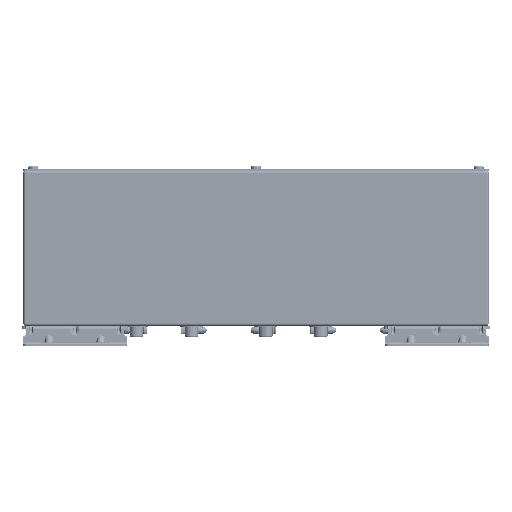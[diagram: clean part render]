
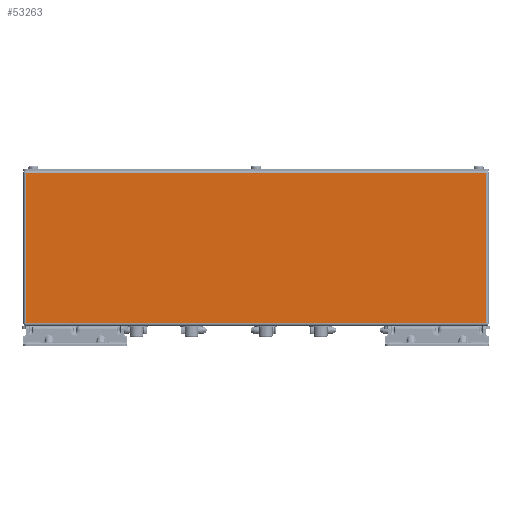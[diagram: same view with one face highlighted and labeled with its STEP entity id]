
A CAD part, left-side view. The second image highlights one B-rep face of the part: STEP entity #53263.
In plain terms, the highlighted planar face has unit normal (-1, 0, 0).
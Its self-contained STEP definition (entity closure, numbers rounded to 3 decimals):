
#4838=LINE('',#74708,#8930);
#4839=LINE('',#74710,#8931);
#4840=LINE('',#74712,#8932);
#4841=LINE('',#74714,#8933);
#4842=LINE('',#74716,#8934);
#4843=LINE('',#74717,#8935);
#8930=VECTOR('',#61546,0.394);
#8931=VECTOR('',#61547,0.394);
#8932=VECTOR('',#61548,0.394);
#8933=VECTOR('',#61549,0.394);
#8934=VECTOR('',#61550,0.394);
#8935=VECTOR('',#61551,0.394);
#13010=PLANE('',#56948);
#14263=FACE_OUTER_BOUND('',#17446,.T.);
#17446=EDGE_LOOP('',(#36459,#36460,#36461,#36462,#36463,#36464));
#22721=VERTEX_POINT('',#74703);
#22722=VERTEX_POINT('',#74707);
#22723=VERTEX_POINT('',#74709);
#22724=VERTEX_POINT('',#74711);
#22725=VERTEX_POINT('',#74713);
#22726=VERTEX_POINT('',#74715);
#28072=EDGE_CURVE('',#22721,#22722,#4838,.T.);
#28073=EDGE_CURVE('',#22723,#22721,#4839,.T.);
#28074=EDGE_CURVE('',#22723,#22724,#4840,.T.);
#28075=EDGE_CURVE('',#22725,#22724,#4841,.T.);
#28076=EDGE_CURVE('',#22726,#22725,#4842,.T.);
#28077=EDGE_CURVE('',#22726,#22722,#4843,.T.);
#36459=ORIENTED_EDGE('',*,*,#28072,.F.);
#36460=ORIENTED_EDGE('',*,*,#28073,.F.);
#36461=ORIENTED_EDGE('',*,*,#28074,.T.);
#36462=ORIENTED_EDGE('',*,*,#28075,.F.);
#36463=ORIENTED_EDGE('',*,*,#28076,.F.);
#36464=ORIENTED_EDGE('',*,*,#28077,.T.);
#53263=ADVANCED_FACE('',(#14263),#13010,.F.);
#56948=AXIS2_PLACEMENT_3D('',#74706,#61544,#61545);
#61544=DIRECTION('center_axis',(1.,0.,0.));
#61545=DIRECTION('ref_axis',(0.,0.,-1.));
#61546=DIRECTION('',(0.,-1.,0.));
#61547=DIRECTION('',(0.,0.,1.));
#61548=DIRECTION('',(0.,-1.,0.));
#61549=DIRECTION('',(0.,0.,-1.));
#61550=DIRECTION('',(0.,-1.,0.));
#61551=DIRECTION('',(0.,1.,0.));
#74703=CARTESIAN_POINT('',(-18.,8.901,5.901));
#74706=CARTESIAN_POINT('Origin',(-18.,0.,3.));
#74707=CARTESIAN_POINT('',(-18.,8.43,5.901));
#74708=CARTESIAN_POINT('',(-18.,-4.475,5.901));
#74709=CARTESIAN_POINT('',(-18.,8.901,0.099));
#74710=CARTESIAN_POINT('',(-18.,8.901,3.));
#74711=CARTESIAN_POINT('',(-18.,-8.901,0.099));
#74712=CARTESIAN_POINT('',(-18.,-4.5,0.099));
#74713=CARTESIAN_POINT('',(-18.,-8.901,5.901));
#74714=CARTESIAN_POINT('',(-18.,-8.901,3.));
#74715=CARTESIAN_POINT('',(-18.,-8.43,5.901));
#74716=CARTESIAN_POINT('',(-18.,-4.475,5.901));
#74717=CARTESIAN_POINT('',(-18.,4.455,5.901));
